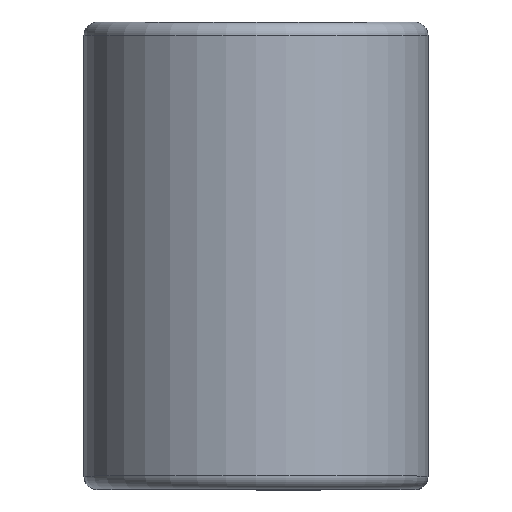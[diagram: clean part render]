
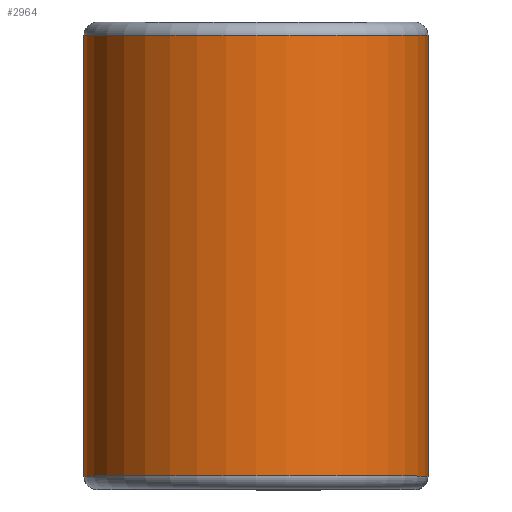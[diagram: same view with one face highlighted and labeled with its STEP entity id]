
A CAD part, top view. The second image highlights one B-rep face of the part: STEP entity #2964.
In plain terms, the highlighted cylindrical face has radius 9.944 mm (diameter 19.888 mm), a partial arc.
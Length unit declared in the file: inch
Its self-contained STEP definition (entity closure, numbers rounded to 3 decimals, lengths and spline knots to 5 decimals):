
#219 = AXIS2_PLACEMENT_3D ( 'NONE', #2467, #1066, #2708 ) ;
#228 = VECTOR ( 'NONE', #327, 39.37008 ) ;
#265 = EDGE_CURVE ( 'NONE', #1462, #479, #643, .T. ) ;
#327 = DIRECTION ( 'NONE',  ( 0., 1., 0. ) ) ;
#413 = VERTEX_POINT ( 'NONE', #1398 ) ;
#479 = VERTEX_POINT ( 'NONE', #1441 ) ;
#524 = CYLINDRICAL_SURFACE ( 'NONE', #658, 0.3915 ) ;
#637 = EDGE_LOOP ( 'NONE', ( #2877, #1325, #2315, #2131 ) ) ;
#643 = CIRCLE ( 'NONE', #1925, 0.3915 ) ;
#658 = AXIS2_PLACEMENT_3D ( 'NONE', #1255, #1721, #2676 ) ;
#723 = EDGE_CURVE ( 'NONE', #2090, #1462, #856, .T. ) ;
#817 = CARTESIAN_POINT ( 'NONE',  ( 0., 0.50125, 0.562 ) ) ;
#856 = LINE ( 'NONE', #1709, #228 ) ;
#946 = CARTESIAN_POINT ( 'NONE',  ( -0.3915, 0.50125, 0.562 ) ) ;
#983 = DIRECTION ( 'NONE',  ( 0., -1., 0. ) ) ;
#1066 = DIRECTION ( 'NONE',  ( 0., -1., 0. ) ) ;
#1087 = CARTESIAN_POINT ( 'NONE',  ( 0.3915, 0.50125, 0.562 ) ) ;
#1255 = CARTESIAN_POINT ( 'NONE',  ( 0., 0.5, 0.562 ) ) ;
#1318 = CIRCLE ( 'NONE', #219, 0.3915 ) ;
#1325 = ORIENTED_EDGE ( 'NONE', *, *, #265, .T. ) ;
#1345 = EDGE_CURVE ( 'NONE', #2090, #413, #1318, .T. ) ;
#1398 = CARTESIAN_POINT ( 'NONE',  ( -0.3915, -0.50125, 0.562 ) ) ;
#1441 = CARTESIAN_POINT ( 'NONE',  ( -0.3915, 0.50125, 0.562 ) ) ;
#1462 = VERTEX_POINT ( 'NONE', #1087 ) ;
#1483 = CARTESIAN_POINT ( 'NONE',  ( 0.3915, -0.50125, 0.562 ) ) ;
#1517 = DIRECTION ( 'NONE',  ( 0., 0., -1. ) ) ;
#1665 = LINE ( 'NONE', #946, #1998 ) ;
#1693 = EDGE_CURVE ( 'NONE', #413, #479, #1665, .T. ) ;
#1709 = CARTESIAN_POINT ( 'NONE',  ( 0.3915, 0.50125, 0.562 ) ) ;
#1721 = DIRECTION ( 'NONE',  ( 0., -1., 0. ) ) ;
#1925 = AXIS2_PLACEMENT_3D ( 'NONE', #817, #983, #1517 ) ;
#1998 = VECTOR ( 'NONE', #2838, 39.37008 ) ;
#2090 = VERTEX_POINT ( 'NONE', #1483 ) ;
#2131 = ORIENTED_EDGE ( 'NONE', *, *, #1345, .F. ) ;
#2315 = ORIENTED_EDGE ( 'NONE', *, *, #1693, .F. ) ;
#2467 = CARTESIAN_POINT ( 'NONE',  ( 0., -0.50125, 0.562 ) ) ;
#2666 = FACE_OUTER_BOUND ( 'NONE', #637, .T. ) ;
#2676 = DIRECTION ( 'NONE',  ( 0., 0., -1. ) ) ;
#2708 = DIRECTION ( 'NONE',  ( 0., 0., -1. ) ) ;
#2838 = DIRECTION ( 'NONE',  ( 0., 1., 0. ) ) ;
#2877 = ORIENTED_EDGE ( 'NONE', *, *, #723, .T. ) ;
#2964 = ADVANCED_FACE ( 'NONE', ( #2666 ), #524, .T. ) ;
